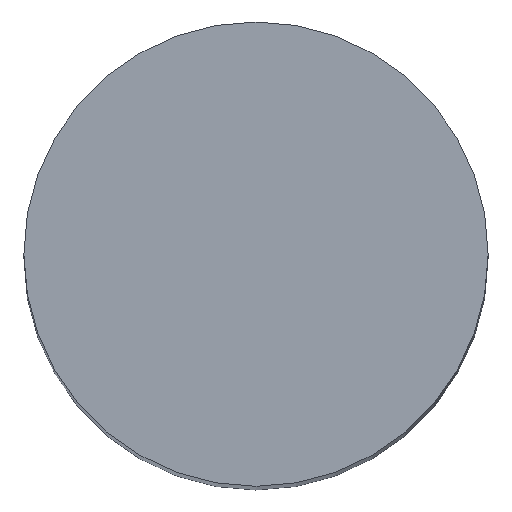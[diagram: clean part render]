
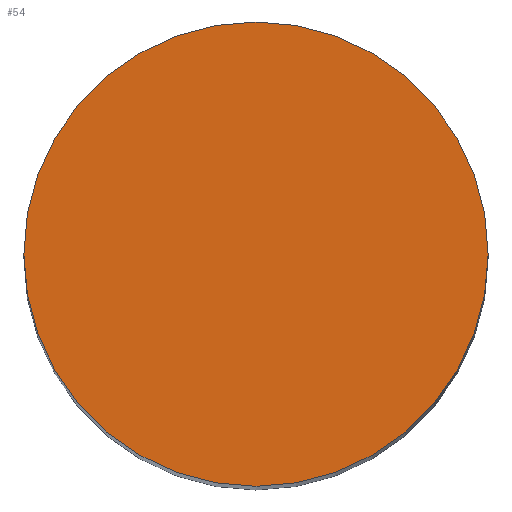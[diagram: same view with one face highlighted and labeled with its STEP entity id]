
A CAD part, top view. The second image highlights one B-rep face of the part: STEP entity #54.
In plain terms, the highlighted planar face has unit normal (0, 0, 1).
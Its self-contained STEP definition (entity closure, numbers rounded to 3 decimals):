
#54=ADVANCED_FACE('',(#65),#67,.T.);
#65=FACE_BOUND('',#66,.T.);
#66=EDGE_LOOP('',(#81));
#67=PLANE('',#68);
#68=AXIS2_PLACEMENT_3D('',#69,#70,#71);
#69=CARTESIAN_POINT('',(0.,0.,35.));
#70=DIRECTION('',(0.,0.,1.));
#71=DIRECTION('',(-1.,0.,0.));
#81=ORIENTED_EDGE('',*,*,#83,.T.);
#83=EDGE_CURVE('',#85,#85,#86,.T.);
#85=VERTEX_POINT('',#89);
#86=CIRCLE('',#90,3.85);
#89=CARTESIAN_POINT('',(-3.85,0.,35.));
#90=AXIS2_PLACEMENT_3D('',#91,#92,#93);
#91=CARTESIAN_POINT('',(0.,0.,35.));
#92=DIRECTION('',(0.,0.,1.));
#93=DIRECTION('',(-1.,0.,0.));
